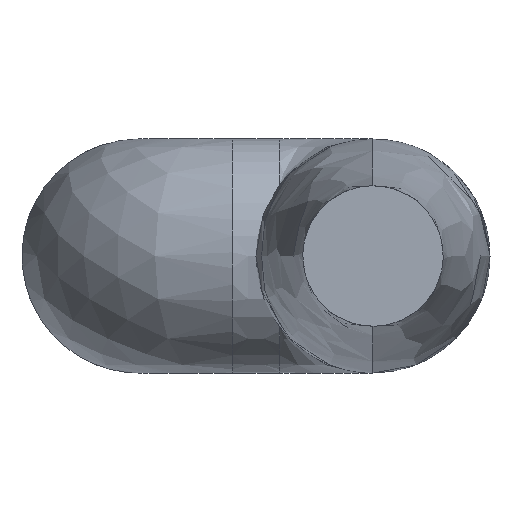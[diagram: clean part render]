
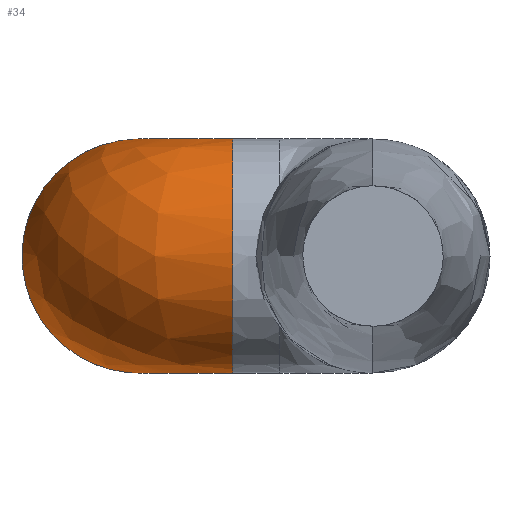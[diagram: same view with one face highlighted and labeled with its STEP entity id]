
A CAD part, left-side view. The second image highlights one B-rep face of the part: STEP entity #34.
In plain terms, the highlighted free-form (B-spline) face has degree [3, 2] with [7, 5] control points.
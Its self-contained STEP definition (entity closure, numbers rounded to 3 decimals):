
#34=ADVANCED_FACE('',(#46),#170,.T.);
#46=FACE_OUTER_BOUND('',#58,.T.);
#58=EDGE_LOOP('',(#96,#97,#98,#99));
#96=ORIENTED_EDGE('',*,*,#110,.F.);
#97=ORIENTED_EDGE('',*,*,#111,.T.);
#98=ORIENTED_EDGE('',*,*,#112,.T.);
#99=ORIENTED_EDGE('',*,*,#122,.F.);
#110=EDGE_CURVE('',#151,#157,#132,.T.);
#111=EDGE_CURVE('',#151,#152,#133,.T.);
#112=EDGE_CURVE('',#152,#158,#134,.T.);
#122=EDGE_CURVE('',#157,#158,#144,.T.);
#132=(
BOUNDED_CURVE()
B_SPLINE_CURVE(2,(#573,#574,#575,#576,#577),.UNSPECIFIED.,.F.,.F.)
B_SPLINE_CURVE_WITH_KNOTS((3,2,3),(0.,7.854,15.708),
 .UNSPECIFIED.)
CURVE()
GEOMETRIC_REPRESENTATION_ITEM()
RATIONAL_B_SPLINE_CURVE((1.,0.707,1.,0.707,1.))
REPRESENTATION_ITEM('')
);
#133=(
BOUNDED_CURVE()
B_SPLINE_CURVE(3,(#578,#579,#580,#581,#582,#583,#584),.UNSPECIFIED.,.F.,
 .F.)
B_SPLINE_CURVE_WITH_KNOTS((4,1,1,1,4),(0.,1.508,3.142,
4.775,6.283),.UNSPECIFIED.)
CURVE()
GEOMETRIC_REPRESENTATION_ITEM()
RATIONAL_B_SPLINE_CURVE((1.,1.,1.,1.,1.,1.,1.))
REPRESENTATION_ITEM('')
);
#134=(
BOUNDED_CURVE()
B_SPLINE_CURVE(2,(#585,#586,#587,#588,#589),.UNSPECIFIED.,.F.,.F.)
B_SPLINE_CURVE_WITH_KNOTS((3,2,3),(0.,7.854,15.708),
 .UNSPECIFIED.)
CURVE()
GEOMETRIC_REPRESENTATION_ITEM()
RATIONAL_B_SPLINE_CURVE((1.,0.707,1.,0.707,1.))
REPRESENTATION_ITEM('')
);
#144=(
BOUNDED_CURVE()
B_SPLINE_CURVE(3,(#646,#647,#648,#649,#650,#651,#652),.UNSPECIFIED.,.F.,
 .F.)
B_SPLINE_CURVE_WITH_KNOTS((4,1,1,1,4),(0.,1.508,3.142,
4.775,6.283),.UNSPECIFIED.)
CURVE()
GEOMETRIC_REPRESENTATION_ITEM()
RATIONAL_B_SPLINE_CURVE((1.,1.,1.,1.,1.,1.,1.))
REPRESENTATION_ITEM('')
);
#151=VERTEX_POINT('',#527);
#152=VERTEX_POINT('',#528);
#157=VERTEX_POINT('',#533);
#158=VERTEX_POINT('',#534);
#170=(
BOUNDED_SURFACE()
B_SPLINE_SURFACE(3,2,((#454,#455,#456,#457,#458),(#459,#460,#461,#462,#463),
(#464,#465,#466,#467,#468),(#469,#470,#471,#472,#473),(#474,#475,#476,#477,
#478),(#479,#480,#481,#482,#483),(#484,#485,#486,#487,#488)),
 .UNSPECIFIED.,.F.,.F.,.F.)
B_SPLINE_SURFACE_WITH_KNOTS((4,1,1,1,4),(3,2,3),(0.,1.508,3.142,
4.775,6.283),(0.,7.854,15.708),
 .UNSPECIFIED.)
GEOMETRIC_REPRESENTATION_ITEM()
RATIONAL_B_SPLINE_SURFACE(((1.,0.707,1.,0.707,1.),
(1.,0.707,1.,0.707,
1.),(1.,0.707,1.,0.707,1.),(1.,0.707,
1.,0.707,1.),(1.,0.707,1.,0.707,1.),
(1.,0.707,1.,0.707,1.),(1.,0.707,1.,
0.707,1.)))
REPRESENTATION_ITEM('')
SURFACE()
);
#454=CARTESIAN_POINT('',(30.,136.,5.));
#455=CARTESIAN_POINT('',(25.,136.,5.));
#456=CARTESIAN_POINT('',(25.,136.,0.));
#457=CARTESIAN_POINT('',(25.,136.,-5.));
#458=CARTESIAN_POINT('',(30.,136.,-5.));
#459=CARTESIAN_POINT('',(30.,136.503,5.));
#460=CARTESIAN_POINT('',(24.999,137.131,5.));
#461=CARTESIAN_POINT('',(24.999,137.131,0.));
#462=CARTESIAN_POINT('',(24.999,137.131,-5.));
#463=CARTESIAN_POINT('',(30.,136.503,-5.));
#464=CARTESIAN_POINT('',(30.2,137.55,5.));
#465=CARTESIAN_POINT('',(25.449,139.487,5.));
#466=CARTESIAN_POINT('',(25.449,139.487,0.));
#467=CARTESIAN_POINT('',(25.449,139.487,-5.));
#468=CARTESIAN_POINT('',(30.2,137.55,-5.));
#469=CARTESIAN_POINT('',(31.092,138.908,5.));
#470=CARTESIAN_POINT('',(27.456,142.544,5.));
#471=CARTESIAN_POINT('',(27.456,142.544,0.));
#472=CARTESIAN_POINT('',(27.456,142.544,-5.));
#473=CARTESIAN_POINT('',(31.092,138.908,-5.));
#474=CARTESIAN_POINT('',(32.45,139.8,5.));
#475=CARTESIAN_POINT('',(30.513,144.551,5.));
#476=CARTESIAN_POINT('',(30.513,144.551,0.));
#477=CARTESIAN_POINT('',(30.513,144.551,-5.));
#478=CARTESIAN_POINT('',(32.45,139.8,-5.));
#479=CARTESIAN_POINT('',(33.497,140.,5.));
#480=CARTESIAN_POINT('',(32.869,145.001,5.));
#481=CARTESIAN_POINT('',(32.869,145.001,0.));
#482=CARTESIAN_POINT('',(32.869,145.001,-5.));
#483=CARTESIAN_POINT('',(33.497,140.,-5.));
#484=CARTESIAN_POINT('',(34.,140.,5.));
#485=CARTESIAN_POINT('',(34.,145.,5.));
#486=CARTESIAN_POINT('',(34.,145.,0.));
#487=CARTESIAN_POINT('',(34.,145.,-5.));
#488=CARTESIAN_POINT('',(34.,140.,-5.));
#527=CARTESIAN_POINT('',(30.,136.,5.));
#528=CARTESIAN_POINT('',(34.,140.,5.));
#533=CARTESIAN_POINT('',(30.,136.,-5.));
#534=CARTESIAN_POINT('',(34.,140.,-5.));
#573=CARTESIAN_POINT('',(30.,136.,5.));
#574=CARTESIAN_POINT('',(25.,136.,5.));
#575=CARTESIAN_POINT('',(25.,136.,0.));
#576=CARTESIAN_POINT('',(25.,136.,-5.));
#577=CARTESIAN_POINT('',(30.,136.,-5.));
#578=CARTESIAN_POINT('',(30.,136.,5.));
#579=CARTESIAN_POINT('',(30.,136.503,5.));
#580=CARTESIAN_POINT('',(30.2,137.55,5.));
#581=CARTESIAN_POINT('',(31.092,138.908,5.));
#582=CARTESIAN_POINT('',(32.45,139.8,5.));
#583=CARTESIAN_POINT('',(33.497,140.,5.));
#584=CARTESIAN_POINT('',(34.,140.,5.));
#585=CARTESIAN_POINT('',(34.,140.,5.));
#586=CARTESIAN_POINT('',(34.,145.,5.));
#587=CARTESIAN_POINT('',(34.,145.,0.));
#588=CARTESIAN_POINT('',(34.,145.,-5.));
#589=CARTESIAN_POINT('',(34.,140.,-5.));
#646=CARTESIAN_POINT('',(30.,136.,-5.));
#647=CARTESIAN_POINT('',(30.,136.503,-5.));
#648=CARTESIAN_POINT('',(30.2,137.55,-5.));
#649=CARTESIAN_POINT('',(31.092,138.908,-5.));
#650=CARTESIAN_POINT('',(32.45,139.8,-5.));
#651=CARTESIAN_POINT('',(33.497,140.,-5.));
#652=CARTESIAN_POINT('',(34.,140.,-5.));
